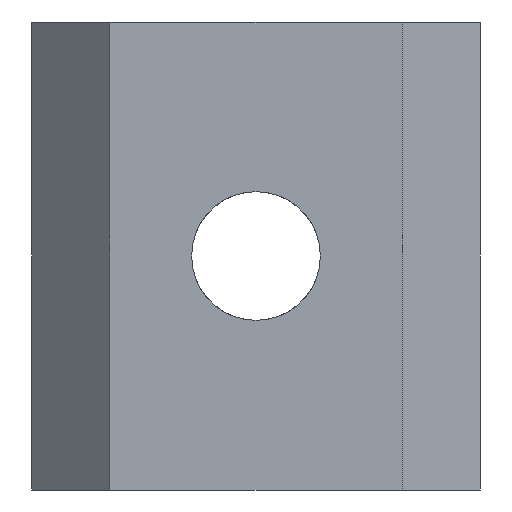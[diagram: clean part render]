
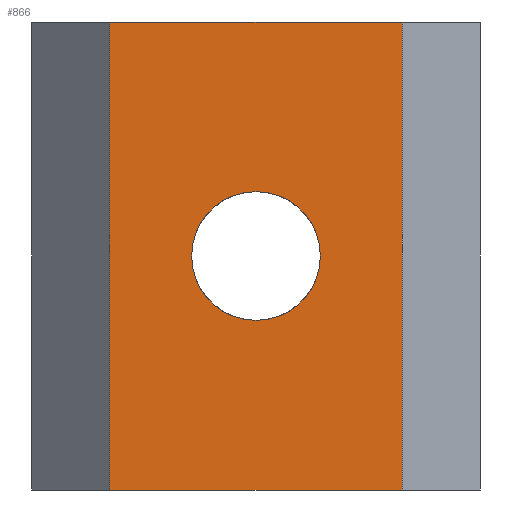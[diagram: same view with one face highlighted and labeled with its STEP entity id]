
A CAD part, front view. The second image highlights one B-rep face of the part: STEP entity #866.
In plain terms, the highlighted planar face has unit normal (0, -1, 0).
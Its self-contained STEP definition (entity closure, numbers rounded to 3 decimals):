
#2 = CARTESIAN_POINT ( 'NONE',  ( 0., -4., 0. ) ) ;
#3 = DIRECTION ( 'NONE',  ( 0., 1., 0. ) ) ;
#4 = DIRECTION ( 'NONE',  ( 0., 0., 1. ) ) ;
#38 = CARTESIAN_POINT ( 'NONE',  ( 0., -4., 0. ) ) ;
#39 = DIRECTION ( 'NONE',  ( 0., 1., 0. ) ) ;
#40 = DIRECTION ( 'NONE',  ( 0., 0., 1. ) ) ;
#51 = PLANE ( 'NONE',  #994 ) ;
#52 = CARTESIAN_POINT ( 'NONE',  ( -3.75, -4., 6. ) ) ;
#53 = DIRECTION ( 'NONE',  ( 0., 1., 0. ) ) ;
#54 = DIRECTION ( 'NONE',  ( 0., 0., 1. ) ) ;
#120 = CARTESIAN_POINT ( 'NONE',  ( 0., -4., 1.65 ) ) ;
#121 = CARTESIAN_POINT ( 'NONE',  ( 0., -4., -1.65 ) ) ;
#136 = CARTESIAN_POINT ( 'NONE',  ( -3.75, -4., 6. ) ) ;
#137 = CARTESIAN_POINT ( 'NONE',  ( 3.75, -4., -6. ) ) ;
#140 = CARTESIAN_POINT ( 'NONE',  ( -3.75, -4., -6. ) ) ;
#154 = CARTESIAN_POINT ( 'NONE',  ( 3.75, -4., 6. ) ) ;
#308 = LINE ( 'NONE', #309, #990 ) ;
#309 = CARTESIAN_POINT ( 'NONE',  ( 3.75, -4., 6. ) ) ;
#310 = DIRECTION ( 'NONE',  ( 0., 0., -1. ) ) ;
#327 = LINE ( 'NONE', #328, #1065 ) ;
#328 = CARTESIAN_POINT ( 'NONE',  ( -3.75, -4., 6. ) ) ;
#329 = DIRECTION ( 'NONE',  ( 1., 0., 0. ) ) ;
#354 = LINE ( 'NONE', #355, #993 ) ;
#355 = CARTESIAN_POINT ( 'NONE',  ( -3.75, -4., -6. ) ) ;
#356 = DIRECTION ( 'NONE',  ( 1., 0., 0. ) ) ;
#357 = LINE ( 'NONE', #358, #1063 ) ;
#358 = CARTESIAN_POINT ( 'NONE',  ( -3.75, -4., 6. ) ) ;
#359 = DIRECTION ( 'NONE',  ( 0., 0., -1. ) ) ;
#560 = ORIENTED_EDGE ( 'NONE', *, *, #824, .T. ) ;
#561 = ORIENTED_EDGE ( 'NONE', *, *, #862, .T. ) ;
#562 = ORIENTED_EDGE ( 'NONE', *, *, #851, .T. ) ;
#563 = ORIENTED_EDGE ( 'NONE', *, *, #815, .F. ) ;
#564 = ORIENTED_EDGE ( 'NONE', *, *, #808, .F. ) ;
#565 = ORIENTED_EDGE ( 'NONE', *, *, #825, .T. ) ;
#737 = CIRCLE ( 'NONE', #1016, 1.65 ) ;
#740 = CIRCLE ( 'NONE', #930, 1.65 ) ;
#808 = EDGE_CURVE ( 'NONE', #1144, #1127, #308, .T. ) ;
#815 = EDGE_CURVE ( 'NONE', #1126, #1144, #327, .T. ) ;
#824 = EDGE_CURVE ( 'NONE', #1130, #1127, #354, .T. ) ;
#825 = EDGE_CURVE ( 'NONE', #1126, #1130, #357, .T. ) ;
#851 = EDGE_CURVE ( 'NONE', #1110, #1109, #737, .T. ) ;
#862 = EDGE_CURVE ( 'NONE', #1109, #1110, #740, .T. ) ;
#866 = ADVANCED_FACE ( 'NONE', ( #929, #998 ), #51, .F. ) ;
#929 = FACE_BOUND ( 'NONE', #1166, .T. ) ;
#930 = AXIS2_PLACEMENT_3D ( 'NONE', #38, #39, #40 ) ;
#990 = VECTOR ( 'NONE', #310, 1000. ) ;
#993 = VECTOR ( 'NONE', #356, 1000. ) ;
#994 = AXIS2_PLACEMENT_3D ( 'NONE', #52, #53, #54 ) ;
#998 = FACE_OUTER_BOUND ( 'NONE', #1164, .T. ) ;
#1016 = AXIS2_PLACEMENT_3D ( 'NONE', #2, #3, #4 ) ;
#1063 = VECTOR ( 'NONE', #359, 1000. ) ;
#1065 = VECTOR ( 'NONE', #329, 1000. ) ;
#1109 = VERTEX_POINT ( 'NONE', #120 ) ;
#1110 = VERTEX_POINT ( 'NONE', #121 ) ;
#1126 = VERTEX_POINT ( 'NONE', #136 ) ;
#1127 = VERTEX_POINT ( 'NONE', #137 ) ;
#1130 = VERTEX_POINT ( 'NONE', #140 ) ;
#1144 = VERTEX_POINT ( 'NONE', #154 ) ;
#1164 = EDGE_LOOP ( 'NONE', ( #560, #564, #563, #565 ) ) ;
#1166 = EDGE_LOOP ( 'NONE', ( #561, #562 ) ) ;
